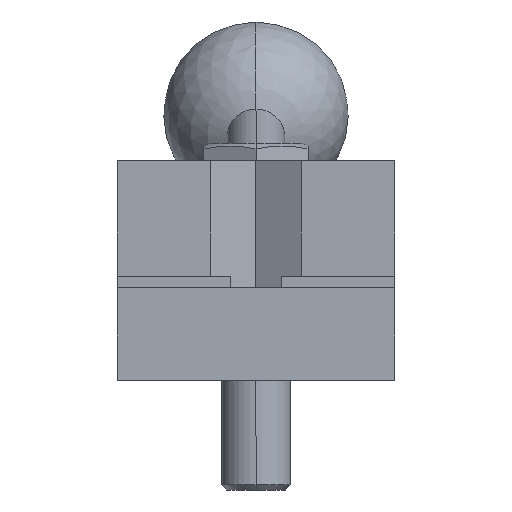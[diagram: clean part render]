
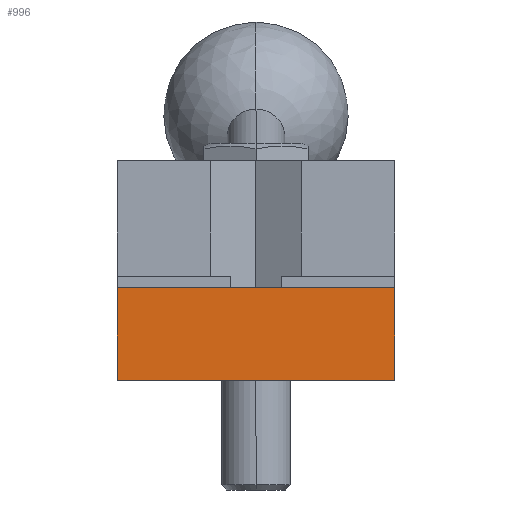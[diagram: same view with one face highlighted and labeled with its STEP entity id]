
A CAD part, left-side view. The second image highlights one B-rep face of the part: STEP entity #996.
In plain terms, the highlighted planar face has unit normal (-1, 0, 0).
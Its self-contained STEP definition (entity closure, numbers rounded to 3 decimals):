
#466=VERTEX_POINT('',#1237);
#494=VERTEX_POINT('',#1269);
#616=VERTEX_POINT('',#1398);
#630=EDGE_CURVE('',#466,#494,#1415,.T.);
#632=VERTEX_POINT('',#1417);
#818=EDGE_CURVE('',#632,#494,#1627,.T.);
#830=EDGE_CURVE('',#466,#616,#1640,.T.);
#972=EDGE_CURVE('',#616,#632,#1797,.T.);
#996=ADVANCED_FACE('',(#1826),#1827,.T.);
#1237=CARTESIAN_POINT('',(-38.0,24.0,0.0));
#1269=CARTESIAN_POINT('',(-38.0,24.0,16.0));
#1398=CARTESIAN_POINT('',(-38.0,-24.0,0.0));
#1415=LINE('',#2384,#2385);
#1417=CARTESIAN_POINT('',(-38.0,-24.0,16.0));
#1627=LINE('',#2729,#2730);
#1640=LINE('',#2760,#2761);
#1797=LINE('',#3039,#3040);
#1826=FACE_OUTER_BOUND('',#3084,.T.);
#1827=PLANE('',#3085);
#2384=CARTESIAN_POINT('',(-38.0,24.0,0.0));
#2385=VECTOR('',#3605,1.0);
#2729=CARTESIAN_POINT('',(-38.0,24.0,16.0));
#2730=VECTOR('',#3853,1.0);
#2760=CARTESIAN_POINT('',(-38.0,24.0,0.0));
#2761=VECTOR('',#3865,1.0);
#3039=CARTESIAN_POINT('',(-38.0,-24.0,0.0));
#3040=VECTOR('',#4041,1.0);
#3084=EDGE_LOOP('',(#4088,#4089,#4090,#4091));
#3085=AXIS2_PLACEMENT_3D('',#4092,#4093,#4094);
#3605=DIRECTION('',(0.0,0.0,1.0));
#3853=DIRECTION('',(0.0,1.0,0.0));
#3865=DIRECTION('',(0.0,-1.0,0.0));
#4041=DIRECTION('',(0.0,0.0,1.0));
#4088=ORIENTED_EDGE('',*,*,#818,.T.);
#4089=ORIENTED_EDGE('',*,*,#630,.F.);
#4090=ORIENTED_EDGE('',*,*,#830,.T.);
#4091=ORIENTED_EDGE('',*,*,#972,.T.);
#4092=CARTESIAN_POINT('',(-38.0,-24.0,0.0));
#4093=DIRECTION('',(-1.0,0.0,0.0));
#4094=DIRECTION('',(0.0,0.0,1.0));
